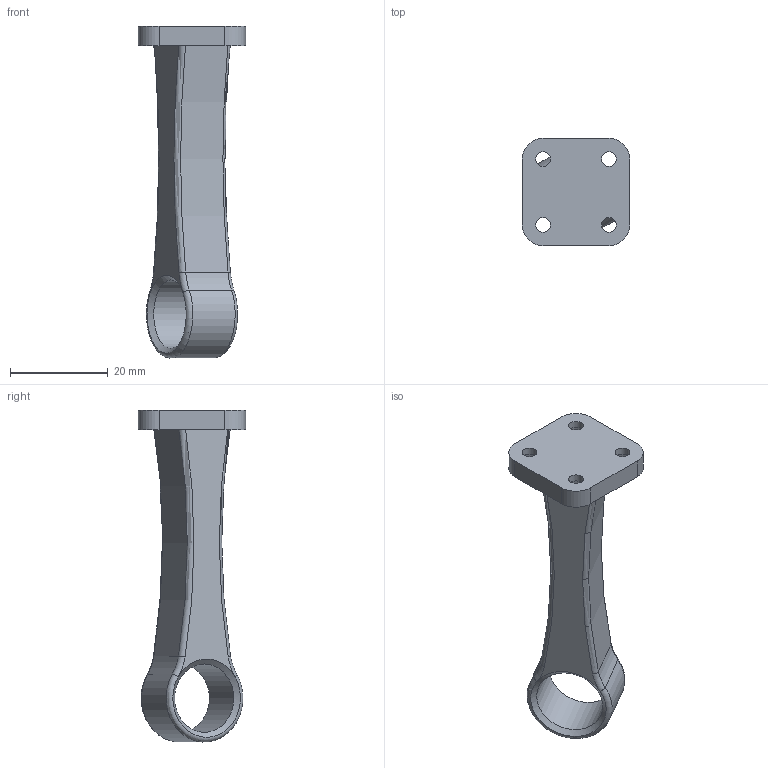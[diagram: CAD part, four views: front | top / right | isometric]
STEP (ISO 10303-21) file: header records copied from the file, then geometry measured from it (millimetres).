
FILE_DESCRIPTION(('STEP AP203'), '1');
FILE_NAME('ﾍ魲犹1', '', ('UNSPECIFIED'), ('UNSPECIFIED'), 'ASCON STEP Converter 1.6', 'ASCON Math Kernel', '');
FILE_SCHEMA(('CONFIG_CONTROL_DESIGN'));
Length unit declared in the file: millimetre
Bounding box: 22 x 22 x 67.97 mm (x, y, z)
Volume: 8012.1 mm3; surface area: 4391.7 mm2
Topology: 1 solids, 1 shells, 42 faces, 97 edges, 60 vertices
Faces by surface type: cylinder 18, plane 12, torus 10, cone 2
Full cylindrical faces by diameter (mm): 3 x4, 5 x4, 14 x1
Entity records: 1680 total; most frequent: CARTESIAN_POINT 329, DIRECTION 226, ORIENTED_EDGE 172, AXIS2_PLACEMENT_3D 101, EDGE_CURVE 86, EDGE_LOOP 66, VERTEX_POINT 60, CIRCLE 58
